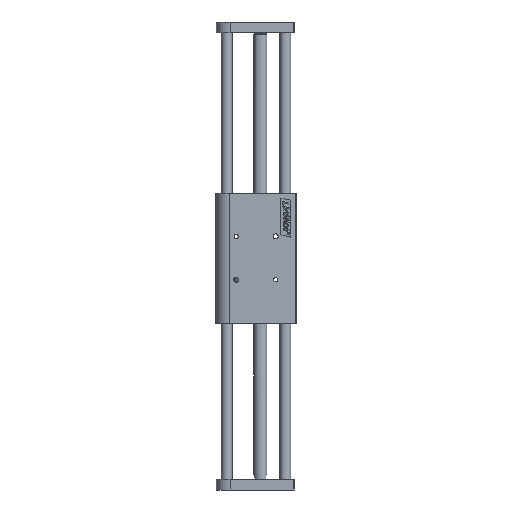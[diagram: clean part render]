
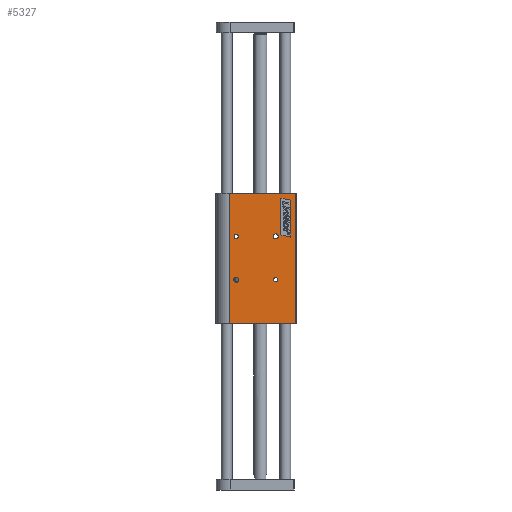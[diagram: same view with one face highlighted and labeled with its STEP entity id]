
A CAD part, left-side view. The second image highlights one B-rep face of the part: STEP entity #5327.
In plain terms, the highlighted planar face has unit normal (-1, 0, 0).
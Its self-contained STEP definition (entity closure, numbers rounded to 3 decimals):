
#573 = CARTESIAN_POINT ( 'NONE',  ( -12.5, -18.955, 115.352 ) ) ;
#677 = EDGE_LOOP ( 'NONE', ( #85920 ) ) ;
#1009 = CARTESIAN_POINT ( 'NONE',  ( -12.5, -32.5, 0. ) ) ;
#3799 = CARTESIAN_POINT ( 'NONE',  ( -12.5, 22.25, 78. ) ) ;
#4598 = VERTEX_POINT ( 'NONE', #39946 ) ;
#4784 = CARTESIAN_POINT ( 'NONE',  ( -12.5, -27.939, 0. ) ) ;
#5046 = CIRCLE ( 'NONE', #43670, 2. ) ;
#5170 = CIRCLE ( 'NONE', #58712, 2. ) ;
#5327 = ADVANCED_FACE ( 'NONE', ( #45291, #66714, #58814, #51806, #44824, #9478 ), #24408, .F. ) ;
#5485 = VERTEX_POINT ( 'NONE', #573 ) ;
#5582 = ORIENTED_EDGE ( 'NONE', *, *, #43355, .F. ) ;
#6161 = LINE ( 'NONE', #21502, #55326 ) ;
#7262 = LINE ( 'NONE', #64498, #46169 ) ;
#7895 = ORIENTED_EDGE ( 'NONE', *, *, #40281, .T. ) ;
#9151 = CARTESIAN_POINT ( 'NONE',  ( -12.5, -18.955, 81.327 ) ) ;
#9478 = FACE_BOUND ( 'NONE', #32615, .T. ) ;
#9576 = ORIENTED_EDGE ( 'NONE', *, *, #59279, .F. ) ;
#10840 = EDGE_CURVE ( 'NONE', #89826, #5485, #7262, .T. ) ;
#12065 = CARTESIAN_POINT ( 'NONE',  ( -12.5, -27.939, 79.415 ) ) ;
#12193 = LINE ( 'NONE', #34037, #39823 ) ;
#12634 = EDGE_CURVE ( 'NONE', #88044, #63092, #61075, .T. ) ;
#15679 = EDGE_LOOP ( 'NONE', ( #7895 ) ) ;
#16002 = ORIENTED_EDGE ( 'NONE', *, *, #34897, .T. ) ;
#16026 = DIRECTION ( 'NONE',  ( 0., 0., 1. ) ) ;
#17372 = LINE ( 'NONE', #45722, #36268 ) ;
#17510 = ORIENTED_EDGE ( 'NONE', *, *, #12634, .T. ) ;
#19049 = DIRECTION ( 'NONE',  ( 0., 1., 0. ) ) ;
#19558 = EDGE_CURVE ( 'NONE', #43213, #43213, #5170, .T. ) ;
#20013 = VERTEX_POINT ( 'NONE', #76759 ) ;
#20207 = DIRECTION ( 'NONE',  ( 0., 0., 1. ) ) ;
#20474 = EDGE_CURVE ( 'NONE', #43467, #67229, #17372, .T. ) ;
#21502 = CARTESIAN_POINT ( 'NONE',  ( -12.5, -17.378, 81.662 ) ) ;
#22578 = DIRECTION ( 'NONE',  ( -1., 0., 0. ) ) ;
#23050 = CARTESIAN_POINT ( 'NONE',  ( -12.5, 22.25, 40. ) ) ;
#24408 = PLANE ( 'NONE',  #86540 ) ;
#26044 = CARTESIAN_POINT ( 'NONE',  ( -12.5, 28.5, 120. ) ) ;
#26621 = DIRECTION ( 'NONE',  ( 0., 1., 0. ) ) ;
#27094 = DIRECTION ( 'NONE',  ( 0., -0.978, -0.208 ) ) ;
#27563 = CIRCLE ( 'NONE', #79534, 2.3 ) ;
#27752 = DIRECTION ( 'NONE',  ( 0., 0., -1. ) ) ;
#30250 = CARTESIAN_POINT ( 'NONE',  ( -12.5, -27.939, 113.439 ) ) ;
#30519 = CIRCLE ( 'NONE', #45348, 2.3 ) ;
#31013 = CARTESIAN_POINT ( 'NONE',  ( -12.5, -24.317, 114.21 ) ) ;
#32615 = EDGE_LOOP ( 'NONE', ( #17510, #43867, #46088, #46622 ) ) ;
#32997 = LINE ( 'NONE', #26044, #52448 ) ;
#34037 = CARTESIAN_POINT ( 'NONE',  ( -12.5, 28.5, 0. ) ) ;
#34897 = EDGE_CURVE ( 'NONE', #88315, #43467, #32997, .T. ) ;
#35014 = DIRECTION ( 'NONE',  ( 0., 0.978, 0.208 ) ) ;
#35187 = DIRECTION ( 'NONE',  ( 1., 0., 0. ) ) ;
#36010 = CARTESIAN_POINT ( 'NONE',  ( -12.5, -14.25, 80. ) ) ;
#36238 = DIRECTION ( 'NONE',  ( 0., 0., -1. ) ) ;
#36268 = VECTOR ( 'NONE', #74129, 1000. ) ;
#37919 = CARTESIAN_POINT ( 'NONE',  ( -12.5, -32.5, 0. ) ) ;
#39823 = VECTOR ( 'NONE', #26621, 1000. ) ;
#39946 = CARTESIAN_POINT ( 'NONE',  ( -12.5, 22.25, 42.3 ) ) ;
#40281 = EDGE_CURVE ( 'NONE', #81462, #81462, #5046, .T. ) ;
#41805 = DIRECTION ( 'NONE',  ( 1., 0., 0. ) ) ;
#42555 = DIRECTION ( 'NONE',  ( 0., 0., 1. ) ) ;
#43213 = VERTEX_POINT ( 'NONE', #48776 ) ;
#43355 = EDGE_CURVE ( 'NONE', #20013, #20013, #30519, .T. ) ;
#43467 = VERTEX_POINT ( 'NONE', #64846 ) ;
#43670 = AXIS2_PLACEMENT_3D ( 'NONE', #49671, #41805, #36238 ) ;
#43867 = ORIENTED_EDGE ( 'NONE', *, *, #68729, .T. ) ;
#44824 = FACE_OUTER_BOUND ( 'NONE', #75612, .T. ) ;
#44940 = VECTOR ( 'NONE', #16026, 1000. ) ;
#45291 = FACE_BOUND ( 'NONE', #15679, .T. ) ;
#45348 = AXIS2_PLACEMENT_3D ( 'NONE', #36010, #55548, #20207 ) ;
#45722 = CARTESIAN_POINT ( 'NONE',  ( -12.5, 28.5, 120. ) ) ;
#46088 = ORIENTED_EDGE ( 'NONE', *, *, #10840, .T. ) ;
#46169 = VECTOR ( 'NONE', #49564, 1000. ) ;
#46622 = ORIENTED_EDGE ( 'NONE', *, *, #48375, .T. ) ;
#47834 = EDGE_CURVE ( 'NONE', #60308, #67229, #12193, .T. ) ;
#48375 = EDGE_CURVE ( 'NONE', #5485, #88044, #90749, .T. ) ;
#48776 = CARTESIAN_POINT ( 'NONE',  ( -12.5, -14.25, 38. ) ) ;
#49564 = DIRECTION ( 'NONE',  ( 0., 0., 1. ) ) ;
#49640 = ORIENTED_EDGE ( 'NONE', *, *, #20474, .T. ) ;
#49671 = CARTESIAN_POINT ( 'NONE',  ( -12.5, 22.25, 80. ) ) ;
#50251 = ORIENTED_EDGE ( 'NONE', *, *, #47834, .F. ) ;
#51806 = FACE_BOUND ( 'NONE', #76390, .T. ) ;
#52448 = VECTOR ( 'NONE', #19049, 1000. ) ;
#52749 = DIRECTION ( 'NONE',  ( 0., 1., 0. ) ) ;
#53939 = CARTESIAN_POINT ( 'NONE',  ( -12.5, 28.5, 0. ) ) ;
#55326 = VECTOR ( 'NONE', #35014, 1000. ) ;
#55548 = DIRECTION ( 'NONE',  ( -1., 0., 0. ) ) ;
#58712 = AXIS2_PLACEMENT_3D ( 'NONE', #77969, #35187, #27752 ) ;
#58814 = FACE_BOUND ( 'NONE', #59889, .T. ) ;
#59279 = EDGE_CURVE ( 'NONE', #4598, #4598, #27563, .T. ) ;
#59748 = DIRECTION ( 'NONE',  ( 1., 0., 0. ) ) ;
#59889 = EDGE_LOOP ( 'NONE', ( #9576 ) ) ;
#60308 = VERTEX_POINT ( 'NONE', #1009 ) ;
#61075 = LINE ( 'NONE', #4784, #91457 ) ;
#62114 = VECTOR ( 'NONE', #27094, 1000. ) ;
#63092 = VERTEX_POINT ( 'NONE', #12065 ) ;
#64498 = CARTESIAN_POINT ( 'NONE',  ( -12.5, -18.955, 0. ) ) ;
#64846 = CARTESIAN_POINT ( 'NONE',  ( -12.5, 28.5, 120. ) ) ;
#65817 = LINE ( 'NONE', #37919, #44940 ) ;
#66266 = CARTESIAN_POINT ( 'NONE',  ( -12.5, 28.5, 0. ) ) ;
#66714 = FACE_BOUND ( 'NONE', #677, .T. ) ;
#67166 = DIRECTION ( 'NONE',  ( 0., 0., -1. ) ) ;
#67229 = VERTEX_POINT ( 'NONE', #53939 ) ;
#68729 = EDGE_CURVE ( 'NONE', #63092, #89826, #6161, .T. ) ;
#74129 = DIRECTION ( 'NONE',  ( 0., 0., -1. ) ) ;
#75612 = EDGE_LOOP ( 'NONE', ( #50251, #89071, #16002, #49640 ) ) ;
#76390 = EDGE_LOOP ( 'NONE', ( #5582 ) ) ;
#76759 = CARTESIAN_POINT ( 'NONE',  ( -12.5, -14.25, 82.3 ) ) ;
#77969 = CARTESIAN_POINT ( 'NONE',  ( -12.5, -14.25, 40. ) ) ;
#79534 = AXIS2_PLACEMENT_3D ( 'NONE', #23050, #22578, #42555 ) ;
#81323 = CARTESIAN_POINT ( 'NONE',  ( -12.5, -32.5, 120. ) ) ;
#81462 = VERTEX_POINT ( 'NONE', #3799 ) ;
#83001 = EDGE_CURVE ( 'NONE', #60308, #88315, #65817, .T. ) ;
#85920 = ORIENTED_EDGE ( 'NONE', *, *, #19558, .T. ) ;
#86540 = AXIS2_PLACEMENT_3D ( 'NONE', #66266, #59748, #52749 ) ;
#88044 = VERTEX_POINT ( 'NONE', #30250 ) ;
#88315 = VERTEX_POINT ( 'NONE', #81323 ) ;
#89071 = ORIENTED_EDGE ( 'NONE', *, *, #83001, .T. ) ;
#89826 = VERTEX_POINT ( 'NONE', #9151 ) ;
#90749 = LINE ( 'NONE', #31013, #62114 ) ;
#91457 = VECTOR ( 'NONE', #67166, 1000. ) ;
